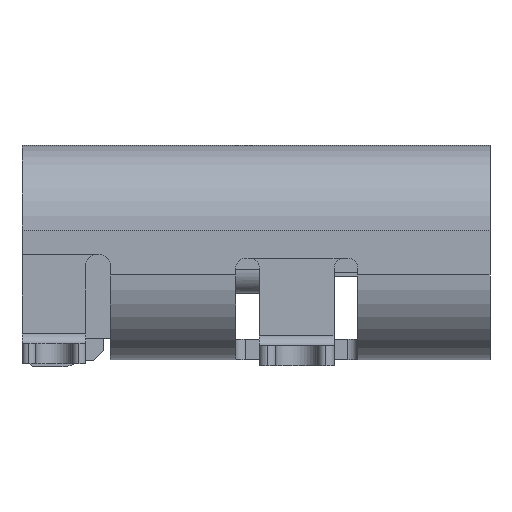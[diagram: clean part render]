
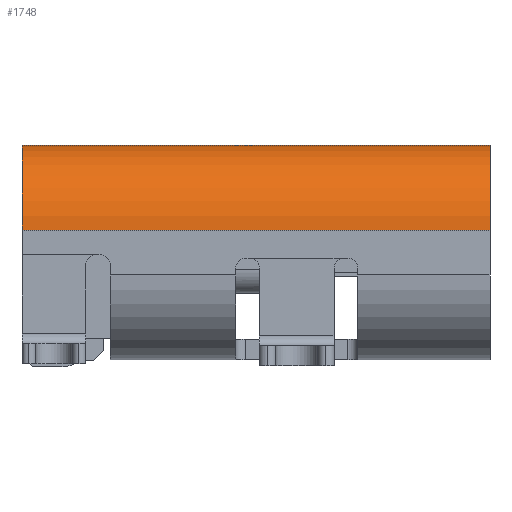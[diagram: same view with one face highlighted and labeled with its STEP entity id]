
A CAD part, left-side view. The second image highlights one B-rep face of the part: STEP entity #1748.
In plain terms, the highlighted cylindrical face has radius 1.25 mm (diameter 2.5 mm), a partial arc.
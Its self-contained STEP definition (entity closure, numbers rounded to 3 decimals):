
#1410 = VERTEX_POINT('',#1411);
#1411 = CARTESIAN_POINT('',(-3.22,3.448,3.26));
#1417 = EDGE_CURVE('',#1418,#1410,#1420,.T.);
#1418 = VERTEX_POINT('',#1419);
#1419 = CARTESIAN_POINT('',(-3.22,-3.453,3.26));
#1420 = LINE('',#1421,#1422);
#1421 = CARTESIAN_POINT('',(-3.22,-3.453,3.26));
#1422 = VECTOR('',#1423,1.);
#1423 = DIRECTION('',(0.,1.,0.));
#1662 = EDGE_CURVE('',#1418,#1663,#1665,.T.);
#1663 = VERTEX_POINT('',#1664);
#1664 = CARTESIAN_POINT('',(-4.47,-3.453,2.01));
#1665 = CIRCLE('',#1666,1.25);
#1666 = AXIS2_PLACEMENT_3D('',#1667,#1668,#1669);
#1667 = CARTESIAN_POINT('',(-3.22,-3.453,2.01));
#1668 = DIRECTION('',(0.,-1.,0.));
#1669 = DIRECTION('',(1.,0.,0.));
#1748 = ADVANCED_FACE('',(#1749),#1768,.T.);
#1749 = FACE_BOUND('',#1750,.T.);
#1750 = EDGE_LOOP('',(#1751,#1752,#1761,#1767));
#1751 = ORIENTED_EDGE('',*,*,#1417,.T.);
#1752 = ORIENTED_EDGE('',*,*,#1753,.T.);
#1753 = EDGE_CURVE('',#1410,#1754,#1756,.T.);
#1754 = VERTEX_POINT('',#1755);
#1755 = CARTESIAN_POINT('',(-4.47,3.448,2.01));
#1756 = CIRCLE('',#1757,1.25);
#1757 = AXIS2_PLACEMENT_3D('',#1758,#1759,#1760);
#1758 = CARTESIAN_POINT('',(-3.22,3.448,2.01));
#1759 = DIRECTION('',(0.,-1.,0.));
#1760 = DIRECTION('',(1.,0.,0.));
#1761 = ORIENTED_EDGE('',*,*,#1762,.F.);
#1762 = EDGE_CURVE('',#1663,#1754,#1763,.T.);
#1763 = LINE('',#1764,#1765);
#1764 = CARTESIAN_POINT('',(-4.47,-3.453,2.01));
#1765 = VECTOR('',#1766,1.);
#1766 = DIRECTION('',(0.,1.,0.));
#1767 = ORIENTED_EDGE('',*,*,#1662,.F.);
#1768 = CYLINDRICAL_SURFACE('',#1769,1.25);
#1769 = AXIS2_PLACEMENT_3D('',#1770,#1771,#1772);
#1770 = CARTESIAN_POINT('',(-3.22,-3.453,2.01));
#1771 = DIRECTION('',(0.,-1.,0.));
#1772 = DIRECTION('',(1.,0.,0.));
